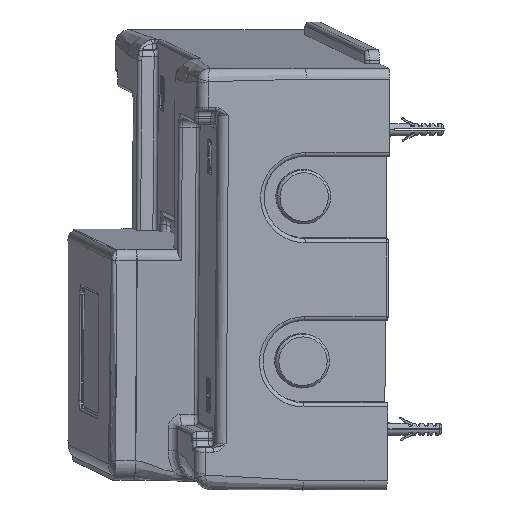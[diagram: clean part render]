
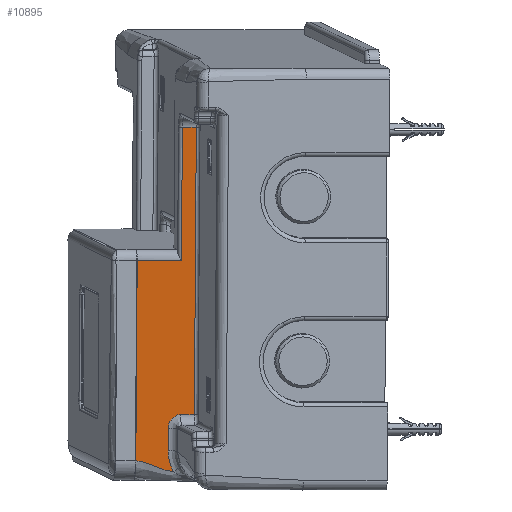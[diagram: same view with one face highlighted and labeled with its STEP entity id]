
A CAD part, front view. The second image highlights one B-rep face of the part: STEP entity #10895.
In plain terms, the highlighted planar face has unit normal (-0.054, -0.997, -0.056).
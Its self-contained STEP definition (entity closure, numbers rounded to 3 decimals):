
#8684=CARTESIAN_POINT('Vertex',(-421.439,-87.253,309.441)) ;
#8716=CARTESIAN_POINT('Line Origine',(-421.95,-83.023,235.062)) ;
#8720=CARTESIAN_POINT('Vertex',(-421.885,-83.562,244.547)) ;
#8743=CARTESIAN_POINT('Line Origine',(-429.644,-83.143,244.624)) ;
#8747=CARTESIAN_POINT('Vertex',(-443.42,-82.4,244.761)) ;
#8843=CARTESIAN_POINT('Vertex',(-444.092,-76.846,147.116)) ;
#8846=CARTESIAN_POINT('Line Origine',(-443.55,-81.328,225.924)) ;
#10787=CARTESIAN_POINT('Line Origine',(-429.198,-86.834,309.518)) ;
#10791=CARTESIAN_POINT('Vertex',(-414.651,-87.619,309.373)) ;
#10809=CARTESIAN_POINT('Axis2P3D Location',(-443.805,-82.661,249.757)) ;
#10815=CARTESIAN_POINT('Control Point',(-444.092,-76.846,147.116)) ;
#10816=CARTESIAN_POINT('Control Point',(-442.804,-76.911,147.02)) ;
#10817=CARTESIAN_POINT('Control Point',(-441.522,-76.97,146.83)) ;
#10818=CARTESIAN_POINT('Control Point',(-440.257,-77.02,146.498)) ;
#10819=CARTESIAN_POINT('Control Point',(-437.98,-77.1,145.71)) ;
#10820=CARTESIAN_POINT('Control Point',(-435.75,-77.167,144.745)) ;
#10821=CARTESIAN_POINT('Control Point',(-434.74,-77.197,144.294)) ;
#10822=CARTESIAN_POINT('Control Point',(-432.389,-77.268,143.29)) ;
#10823=CARTESIAN_POINT('Control Point',(-429.982,-77.355,142.508)) ;
#10824=CARTESIAN_POINT('Control Point',(-428.586,-77.414,142.194)) ;
#10825=CARTESIAN_POINT('Control Point',(-427.175,-77.483,142.061)) ;
#10826=CARTESIAN_POINT('Control Point',(-425.761,-77.557,142.01)) ;
#10827=CARTESIAN_POINT('Vertex',(-425.761,-77.557,142.01)) ;
#10831=CARTESIAN_POINT('Control Point',(-425.761,-77.557,142.01)) ;
#10832=CARTESIAN_POINT('Control Point',(-427.051,-77.614,144.26)) ;
#10833=CARTESIAN_POINT('Control Point',(-427.958,-77.705,146.745)) ;
#10834=CARTESIAN_POINT('Control Point',(-428.405,-77.829,149.364)) ;
#10835=CARTESIAN_POINT('Control Point',(-428.387,-77.977,151.977)) ;
#10836=CARTESIAN_POINT('Vertex',(-428.387,-77.977,151.977)) ;
#10839=CARTESIAN_POINT('Line Origine',(-427.784,-82.962,239.613)) ;
#10843=CARTESIAN_POINT('Vertex',(-428.312,-78.595,162.846)) ;
#10847=CARTESIAN_POINT('Control Point',(-428.312,-78.595,162.846)) ;
#10848=CARTESIAN_POINT('Control Point',(-428.306,-78.651,163.823)) ;
#10849=CARTESIAN_POINT('Control Point',(-428.131,-78.715,164.792)) ;
#10850=CARTESIAN_POINT('Control Point',(-427.792,-78.786,165.711)) ;
#10851=CARTESIAN_POINT('Control Point',(-426.908,-78.919,167.223)) ;
#10852=CARTESIAN_POINT('Control Point',(-425.76,-79.043,168.299)) ;
#10853=CARTESIAN_POINT('Control Point',(-425.218,-79.094,168.679)) ;
#10854=CARTESIAN_POINT('Control Point',(-424.514,-79.154,169.074)) ;
#10855=CARTESIAN_POINT('Control Point',(-423.938,-79.199,169.312)) ;
#10856=CARTESIAN_POINT('Control Point',(-423.777,-79.212,169.372)) ;
#10857=CARTESIAN_POINT('Control Point',(-423.319,-79.245,169.526)) ;
#10858=CARTESIAN_POINT('Control Point',(-422.979,-79.268,169.602)) ;
#10859=CARTESIAN_POINT('Control Point',(-422.798,-79.28,169.633)) ;
#10860=CARTESIAN_POINT('Control Point',(-422.594,-79.292,169.659)) ;
#10861=CARTESIAN_POINT('Control Point',(-422.475,-79.299,169.667)) ;
#10862=CARTESIAN_POINT('Control Point',(-422.446,-79.301,169.669)) ;
#10863=CARTESIAN_POINT('Control Point',(-422.419,-79.302,169.67)) ;
#10864=CARTESIAN_POINT('Control Point',(-422.405,-79.303,169.67)) ;
#10865=CARTESIAN_POINT('Control Point',(-422.407,-79.303,169.67)) ;
#10866=CARTESIAN_POINT('Control Point',(-422.404,-79.303,169.67)) ;
#10867=CARTESIAN_POINT('Control Point',(-422.4,-79.303,169.67)) ;
#10868=CARTESIAN_POINT('Vertex',(-422.4,-79.303,169.67)) ;
#10871=CARTESIAN_POINT('Line Origine',(-430.159,-78.885,169.747)) ;
#10875=CARTESIAN_POINT('Vertex',(-415.613,-79.67,169.602)) ;
#10878=CARTESIAN_POINT('Line Origine',(-415.132,-83.645,239.488)) ;
#8718=VECTOR('Line Direction',#8717,1.) ;
#8745=VECTOR('Line Direction',#8744,1.) ;
#8848=VECTOR('Line Direction',#8847,1.) ;
#10789=VECTOR('Line Direction',#10788,1.) ;
#10841=VECTOR('Line Direction',#10840,1.) ;
#10873=VECTOR('Line Direction',#10872,1.) ;
#10880=VECTOR('Line Direction',#10879,1.) ;
#8717=DIRECTION('Vector Direction',(-0.007,0.057,-0.998)) ;
#8744=DIRECTION('Vector Direction',(-0.998,0.054,0.01)) ;
#8847=DIRECTION('Vector Direction',(-0.007,0.057,-0.998)) ;
#10788=DIRECTION('Vector Direction',(-0.998,0.054,0.01)) ;
#10810=DIRECTION('Axis2P3D Direction',(-0.054,-0.997,-0.056)) ;
#10811=DIRECTION('Axis2P3D XDirection',(-0.007,0.057,-0.998)) ;
#10840=DIRECTION('Vector Direction',(-0.007,0.057,-0.998)) ;
#10872=DIRECTION('Vector Direction',(0.998,-0.054,-0.01)) ;
#10879=DIRECTION('Vector Direction',(-0.007,0.057,-0.998)) ;
#10812=AXIS2_PLACEMENT_3D('Plane Axis2P3D',#10809,#10810,#10811) ;
#8719=LINE('Line',#8716,#8718) ;
#8746=LINE('Line',#8743,#8745) ;
#8849=LINE('Line',#8846,#8848) ;
#10790=LINE('Line',#10787,#10789) ;
#10842=LINE('Line',#10839,#10841) ;
#10874=LINE('Line',#10871,#10873) ;
#10881=LINE('Line',#10878,#10880) ;
#10813=PLANE('',#10812) ;
#8722=EDGE_CURVE('',#8721,#8685,#8719,.F.) ;
#8749=EDGE_CURVE('',#8721,#8748,#8746,.T.) ;
#8850=EDGE_CURVE('',#8748,#8844,#8849,.T.) ;
#10793=EDGE_CURVE('',#10792,#8685,#10790,.T.) ;
#10829=EDGE_CURVE('',#8844,#10828,#10814,.T.) ;
#10838=EDGE_CURVE('',#10828,#10837,#10830,.T.) ;
#10845=EDGE_CURVE('',#10837,#10844,#10842,.F.) ;
#10870=EDGE_CURVE('',#10844,#10869,#10846,.T.) ;
#10877=EDGE_CURVE('',#10869,#10876,#10874,.T.) ;
#10882=EDGE_CURVE('',#10876,#10792,#10881,.F.) ;
#10884=ORIENTED_EDGE('',*,*,#10829,.T.) ;
#10885=ORIENTED_EDGE('',*,*,#10838,.T.) ;
#10886=ORIENTED_EDGE('',*,*,#10845,.T.) ;
#10887=ORIENTED_EDGE('',*,*,#10870,.T.) ;
#10888=ORIENTED_EDGE('',*,*,#10877,.T.) ;
#10889=ORIENTED_EDGE('',*,*,#10882,.T.) ;
#10890=ORIENTED_EDGE('',*,*,#10793,.T.) ;
#10891=ORIENTED_EDGE('',*,*,#8722,.F.) ;
#10892=ORIENTED_EDGE('',*,*,#8749,.T.) ;
#10893=ORIENTED_EDGE('',*,*,#8850,.T.) ;
#10883=EDGE_LOOP('',(#10884,#10885,#10886,#10887,#10888,#10889,#10890,#10891,#10892,#10893)) ;
#8685=VERTEX_POINT('',#8684) ;
#8721=VERTEX_POINT('',#8720) ;
#8748=VERTEX_POINT('',#8747) ;
#8844=VERTEX_POINT('',#8843) ;
#10792=VERTEX_POINT('',#10791) ;
#10828=VERTEX_POINT('',#10827) ;
#10837=VERTEX_POINT('',#10836) ;
#10844=VERTEX_POINT('',#10843) ;
#10869=VERTEX_POINT('',#10868) ;
#10876=VERTEX_POINT('',#10875) ;
#10895=ADVANCED_FACE('PartBody',(#10894),#10813,.T.) ;
#10814=B_SPLINE_CURVE_WITH_KNOTS('',5,(#10815,#10816,#10817,#10818,#10819,#10820,#10821,#10822,#10823,#10824,#10825,#10826),.UNSPECIFIED.,.F.,.U.,(6,3,3,6),(47.999,59.186,68.508,80.77),.UNSPECIFIED.) ;
#10830=B_SPLINE_CURVE_WITH_KNOTS('',4,(#10831,#10832,#10833,#10834,#10835),.UNSPECIFIED.,.F.,.U.,(5,5),(30.219,41.439),.UNSPECIFIED.) ;
#10846=B_SPLINE_CURVE_WITH_KNOTS('',5,(#10847,#10848,#10849,#10850,#10851,#10852,#10853,#10854,#10855,#10856,#10857,#10858,#10859,#10860,#10861,#10862,#10863,#10864,#10865,#10866,#10867),.UNSPECIFIED.,.F.,.U.,(6,3,3,3,3,3,6),(0.,5.082,9.356,11.213,15.068,16.889,17.404),.UNSPECIFIED.) ;
#10894=FACE_OUTER_BOUND('',#10883,.T.) ;
